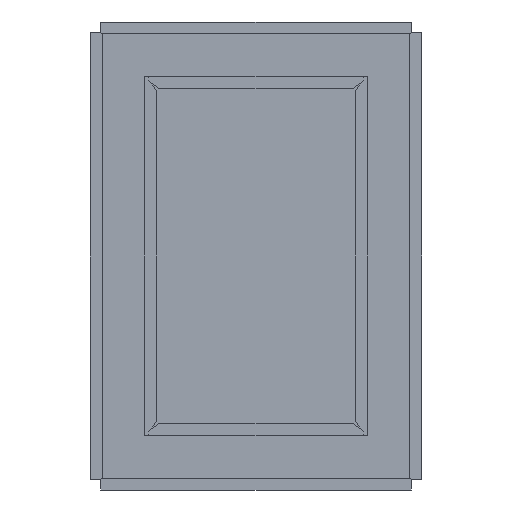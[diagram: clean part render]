
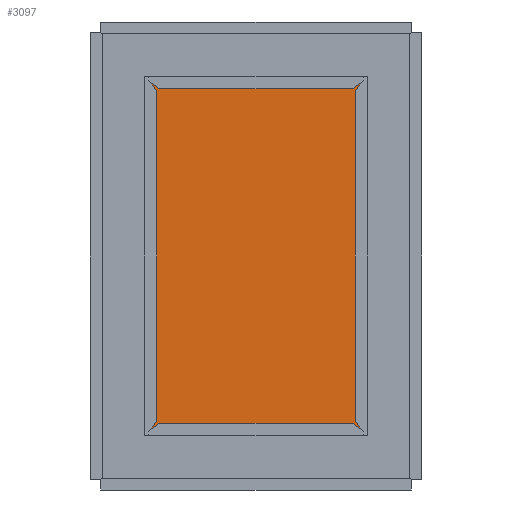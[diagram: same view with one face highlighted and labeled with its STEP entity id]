
A CAD part, front view. The second image highlights one B-rep face of the part: STEP entity #3097.
In plain terms, the highlighted planar face has unit normal (0, -1, 0).
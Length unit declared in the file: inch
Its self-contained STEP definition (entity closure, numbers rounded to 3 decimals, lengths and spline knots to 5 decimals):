
#672 = ORIENTED_EDGE ( 'NONE', *, *, #2677, .F. ) ;
#711 = ORIENTED_EDGE ( 'NONE', *, *, #5889, .F. ) ;
#991 = FACE_OUTER_BOUND ( 'NONE', #3403, .T. ) ;
#1541 = VERTEX_POINT ( 'NONE', #1986 ) ;
#1874 = PLANE ( 'NONE',  #5834 ) ;
#1986 = CARTESIAN_POINT ( 'NONE',  ( -3.1875, 0.325, 4.9375 ) ) ;
#2677 = EDGE_CURVE ( 'NONE', #9736, #13407, #3051, .T. ) ;
#2954 = DIRECTION ( 'NONE',  ( 1., 0., 0. ) ) ;
#2969 = VECTOR ( 'NONE', #11787, 39.37008 ) ;
#3051 = LINE ( 'NONE', #9228, #11012 ) ;
#3097 = ADVANCED_FACE ( 'NONE', ( #991 ), #1874, .F. ) ;
#3403 = EDGE_LOOP ( 'NONE', ( #711, #9632, #672, #3580 ) ) ;
#3439 = EDGE_CURVE ( 'NONE', #6456, #9736, #12902, .T. ) ;
#3580 = ORIENTED_EDGE ( 'NONE', *, *, #3439, .F. ) ;
#4478 = CARTESIAN_POINT ( 'NONE',  ( 3.1875, 0.325, 4.9375 ) ) ;
#4547 = VECTOR ( 'NONE', #12974, 39.37008 ) ;
#4580 = CARTESIAN_POINT ( 'NONE',  ( -3.1875, 0.325, -4.9375 ) ) ;
#4849 = CARTESIAN_POINT ( 'NONE',  ( 3.1875, 0.325, 4.9375 ) ) ;
#5123 = LINE ( 'NONE', #6200, #9839 ) ;
#5834 = AXIS2_PLACEMENT_3D ( 'NONE', #12514, #7159, #12244 ) ;
#5889 = EDGE_CURVE ( 'NONE', #1541, #6456, #5123, .T. ) ;
#6200 = CARTESIAN_POINT ( 'NONE',  ( -3.1875, 0.325, 4.9375 ) ) ;
#6456 = VERTEX_POINT ( 'NONE', #4478 ) ;
#7159 = DIRECTION ( 'NONE',  ( 0., 1., 0. ) ) ;
#7672 = LINE ( 'NONE', #10170, #2969 ) ;
#9228 = CARTESIAN_POINT ( 'NONE',  ( 3.1875, 0.325, -4.9375 ) ) ;
#9632 = ORIENTED_EDGE ( 'NONE', *, *, #12657, .F. ) ;
#9736 = VERTEX_POINT ( 'NONE', #12638 ) ;
#9839 = VECTOR ( 'NONE', #2954, 39.37008 ) ;
#10170 = CARTESIAN_POINT ( 'NONE',  ( -3.1875, 0.325, -4.9375 ) ) ;
#11012 = VECTOR ( 'NONE', #11306, 39.37008 ) ;
#11306 = DIRECTION ( 'NONE',  ( -1., 0., 0. ) ) ;
#11787 = DIRECTION ( 'NONE',  ( 0., 0., 1. ) ) ;
#12244 = DIRECTION ( 'NONE',  ( 0., 0., -1. ) ) ;
#12514 = CARTESIAN_POINT ( 'NONE',  ( 3.1875, 0.325, -4.9375 ) ) ;
#12638 = CARTESIAN_POINT ( 'NONE',  ( 3.1875, 0.325, -4.9375 ) ) ;
#12657 = EDGE_CURVE ( 'NONE', #13407, #1541, #7672, .T. ) ;
#12902 = LINE ( 'NONE', #4849, #4547 ) ;
#12974 = DIRECTION ( 'NONE',  ( 0., 0., -1. ) ) ;
#13407 = VERTEX_POINT ( 'NONE', #4580 ) ;
